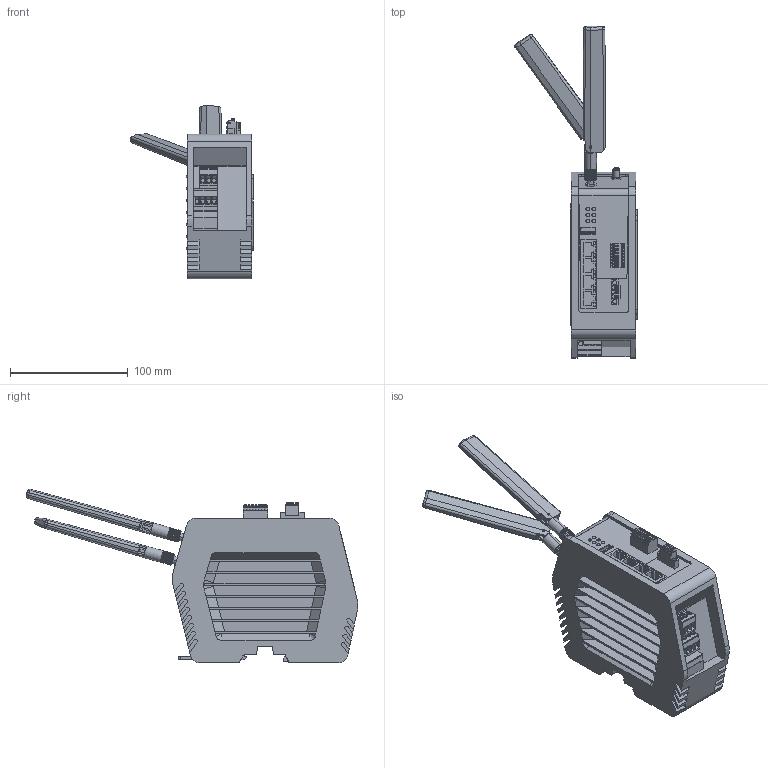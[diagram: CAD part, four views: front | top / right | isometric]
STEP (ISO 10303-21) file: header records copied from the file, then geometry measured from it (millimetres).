
FILE_DESCRIPTION(('CATIA V5 STEP Exchange','CAx-IF Rec.Pracs.--- Model Styling and Organization---1.5--- 2016-08-15','CAx-IF Rec.Pracs.---Supplemental Geometry---1.0---2011-11-01','CAx-IF Rec.Pracs.--- Composite Materials ---1.1---2010-07-15'),'2;1');
FILE_NAME ('D1615116_0', '2024-06-11T07:23:23+00:00', ('none'), ('Weidmueller'), 'CATIA Version 5-6 Release 2022 SP4 HF5', 'CATIA V5 STEP AP214 v3', 'none');
FILE_SCHEMA(('AUTOMOTIVE_DESIGN { 1 0 10303 214 1 1 1 1 }'));
Products named in the file (1): S3D_IE_SR_4GT_LTE-4G_USEMEA_M
Bounding box: 103.95 x 282.13 x 147.7 mm (x, y, z)
Volume: 894368.7 mm3; surface area: 110512.4 mm2
Topology: 5 solids, 5 shells, 1756 faces, 4897 edges, 3225 vertices
Faces by surface type: plane 1127, cylinder 464, extrusion 80, cone 56, bspline 19, sphere 8, torus 2
Entity records: 59466 total; most frequent: CARTESIAN_POINT 15229, ORIENTED_EDGE 9774, DIRECTION 6987, EDGE_CURVE 4887, VECTOR 3503, LINE 3423, VERTEX_POINT 3225, AXIS2_PLACEMENT_3D 2155
